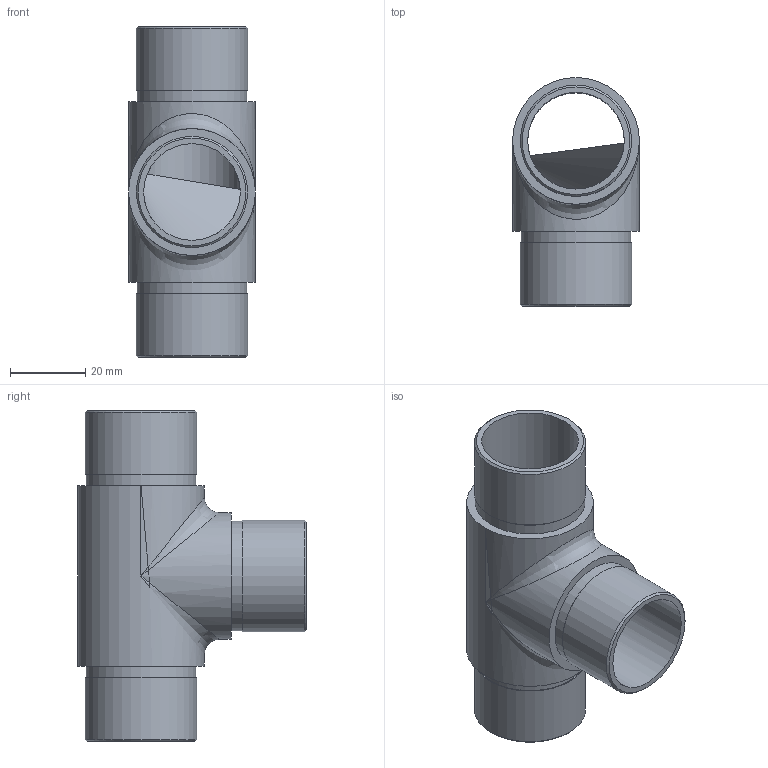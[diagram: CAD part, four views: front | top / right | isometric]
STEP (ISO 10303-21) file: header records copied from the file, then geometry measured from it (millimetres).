
FILE_DESCRIPTION (( 'STEP AP203' ), '1' );
FILE_NAME ('56211-320.step', '2020-03-02T15:34:17', ( '' ), ( '' ), 'SwSTEP 2.0', 'SolidWorks 2015', '' );
FILE_SCHEMA (( 'CONFIG_CONTROL_DESIGN' ));
Length unit declared in the file: millimetre
Products named in the file (2): 56211-320
Bounding box: 33.7 x 60.85 x 88 mm (x, y, z)
Volume: 29879.1 mm3; surface area: 21350.5 mm2
Topology: 1 solids, 1 shells, 240 faces, 633 edges, 418 vertices
Faces by surface type: plane 103, bspline 102, cylinder 32, cone 3
Full cylindrical faces by diameter (mm): 25.7 x2, 29.2 x3, 29.6 x3, 33.7 x2
Entity records: 11653 total; most frequent: CARTESIAN_POINT 6350, ORIENTED_EDGE 1218, DIRECTION 760, EDGE_CURVE 609, VERTEX_POINT 413, EDGE_LOOP 286, VECTOR 278, LINE 278
